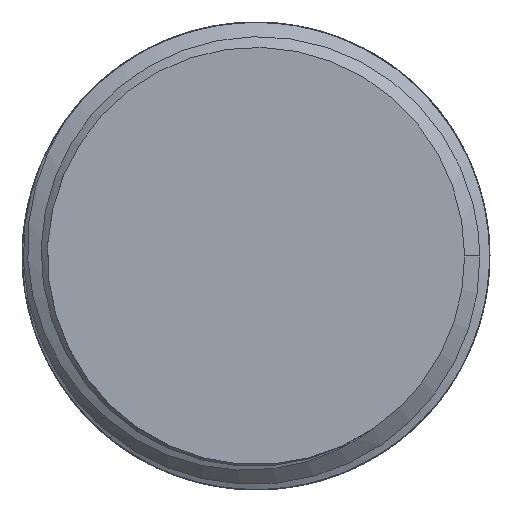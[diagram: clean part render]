
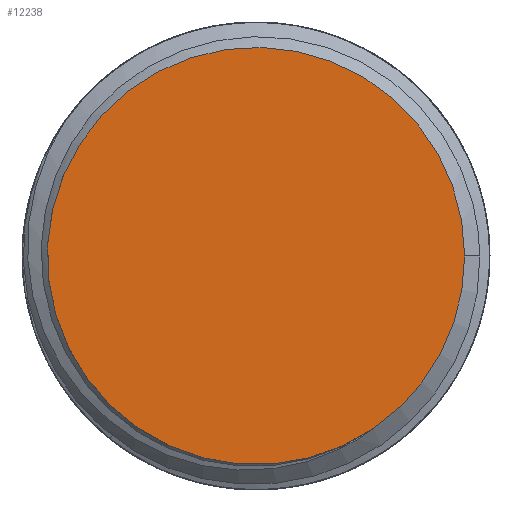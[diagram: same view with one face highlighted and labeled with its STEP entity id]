
A CAD part, front view. The second image highlights one B-rep face of the part: STEP entity #12238.
In plain terms, the highlighted planar face has unit normal (0, -1, 0).
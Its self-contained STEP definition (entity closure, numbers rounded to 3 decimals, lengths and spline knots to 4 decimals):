
#2061=CARTESIAN_POINT('',(3.0137,2.,-4.4204));
#2133=CARTESIAN_POINT('',(0.,2.,0.));
#2134=DIRECTION('',(0.,-1.,0.));
#2135=DIRECTION('',(0.563,0.,-0.826));
#2136=AXIS2_PLACEMENT_3D('',#2133,#2134,#2135);
#2182=CARTESIAN_POINT('',(0.,2.,0.));
#2183=DIRECTION('',(0.,-1.,0.));
#2184=DIRECTION('',(1.,0.,0.));
#2185=AXIS2_PLACEMENT_3D('',#2182,#2183,#2184);
#10815=VERTEX_POINT('',#2061);
#10973=CARTESIAN_POINT('',(5.35,2.,0.));
#10974=VERTEX_POINT('',#10973);
#12228=CARTESIAN_POINT('',(0.,2.,0.));
#12229=DIRECTION('',(0.,-1.,0.));
#12230=DIRECTION('',(1.,0.,0.));
#12231=AXIS2_PLACEMENT_3D('',#12228,#12229,#12230);
#12232=PLANE('',#12231);
#12234=ORIENTED_EDGE('',*,*,#12233,.F.);
#12235=ORIENTED_EDGE('',*,*,#12216,.F.);
#12236=EDGE_LOOP('',(#12234,#12235));
#12237=FACE_OUTER_BOUND('',#12236,.F.);
#12238=ADVANCED_FACE('',(#12237),#12232,.T.);
#2137=CIRCLE('',#2136,5.35);
#2186=CIRCLE('',#2185,5.35);
#12216=EDGE_CURVE('',#10815,#10974,#2137,.T.);
#12233=EDGE_CURVE('',#10974,#10815,#2186,.T.);
